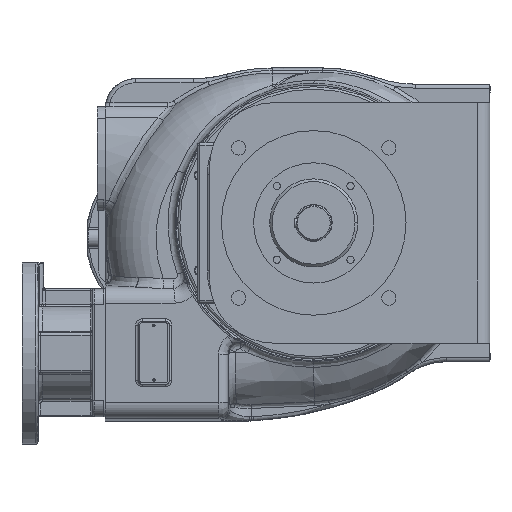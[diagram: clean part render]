
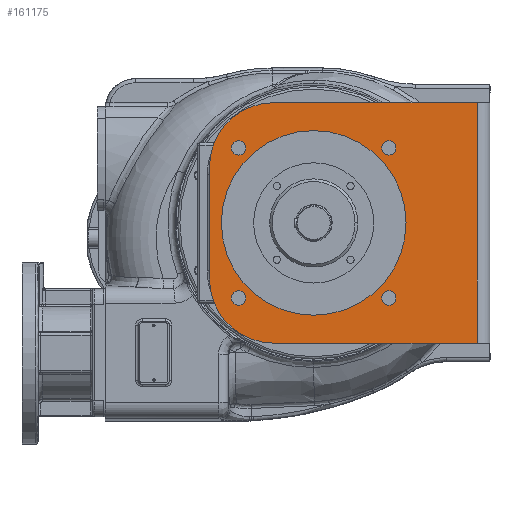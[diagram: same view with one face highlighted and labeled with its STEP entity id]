
A CAD part, left-side view. The second image highlights one B-rep face of the part: STEP entity #161175.
In plain terms, the highlighted planar face has unit normal (-1, 0, 0).
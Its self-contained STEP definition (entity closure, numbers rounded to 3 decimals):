
#60708=DIRECTION('',(0.,0.,1.));
#60709=VECTOR('',#60708,300.);
#60710=CARTESIAN_POINT('',(-467.5,16.,-150.));
#60711=LINE('',#60710,#60709);
#60887=CARTESIAN_POINT('',(-467.5,270.,-70.));
#60888=DIRECTION('',(1.,0.,0.));
#60889=DIRECTION('',(0.,0.,-1.));
#60890=AXIS2_PLACEMENT_3D('',#60887,#60888,#60889);
#60892=DIRECTION('',(0.,0.,1.));
#60893=VECTOR('',#60892,140.);
#60894=CARTESIAN_POINT('',(-467.5,350.,-70.));
#60895=LINE('',#60894,#60893);
#60896=CARTESIAN_POINT('',(-467.5,270.,70.));
#60897=DIRECTION('',(1.,0.,0.));
#60898=DIRECTION('',(0.,1.,0.));
#60899=AXIS2_PLACEMENT_3D('',#60896,#60897,#60898);
#60901=DIRECTION('',(0.,-1.,0.));
#60902=VECTOR('',#60901,254.);
#60903=CARTESIAN_POINT('',(-467.5,270.,150.));
#60904=LINE('',#60903,#60902);
#60905=DIRECTION('',(0.,1.,0.));
#60906=VECTOR('',#60905,254.);
#60907=CARTESIAN_POINT('',(-467.5,16.,-150.));
#60908=LINE('',#60907,#60906);
#60909=CARTESIAN_POINT('',(-467.5,220.,0.));
#60910=DIRECTION('',(-1.,0.,0.));
#60911=DIRECTION('',(0.,-1.,0.));
#60912=AXIS2_PLACEMENT_3D('',#60909,#60910,#60911);
#60914=CARTESIAN_POINT('',(-467.5,220.,0.));
#60915=DIRECTION('',(-1.,0.,0.));
#60916=DIRECTION('',(0.,1.,0.));
#60917=AXIS2_PLACEMENT_3D('',#60914,#60915,#60916);
#60919=CARTESIAN_POINT('',(-467.5,313.692,-93.692));
#60920=DIRECTION('',(-1.,0.,0.));
#60921=DIRECTION('',(0.,-1.,0.));
#60922=AXIS2_PLACEMENT_3D('',#60919,#60920,#60921);
#60924=CARTESIAN_POINT('',(-467.5,313.692,-93.692));
#60925=DIRECTION('',(-1.,0.,0.));
#60926=DIRECTION('',(0.,1.,0.));
#60927=AXIS2_PLACEMENT_3D('',#60924,#60925,#60926);
#60929=CARTESIAN_POINT('',(-467.5,126.308,-93.692));
#60930=DIRECTION('',(-1.,0.,0.));
#60931=DIRECTION('',(0.,0.,1.));
#60932=AXIS2_PLACEMENT_3D('',#60929,#60930,#60931);
#60934=CARTESIAN_POINT('',(-467.5,126.308,-93.692));
#60935=DIRECTION('',(-1.,0.,0.));
#60936=DIRECTION('',(0.,0.,-1.));
#60937=AXIS2_PLACEMENT_3D('',#60934,#60935,#60936);
#60939=CARTESIAN_POINT('',(-467.5,126.308,93.692));
#60940=DIRECTION('',(-1.,0.,0.));
#60941=DIRECTION('',(0.,1.,0.));
#60942=AXIS2_PLACEMENT_3D('',#60939,#60940,#60941);
#60944=CARTESIAN_POINT('',(-467.5,126.308,93.692));
#60945=DIRECTION('',(-1.,0.,0.));
#60946=DIRECTION('',(0.,-1.,0.));
#60947=AXIS2_PLACEMENT_3D('',#60944,#60945,#60946);
#60949=CARTESIAN_POINT('',(-467.5,313.692,93.692));
#60950=DIRECTION('',(-1.,0.,0.));
#60951=DIRECTION('',(0.,0.,-1.));
#60952=AXIS2_PLACEMENT_3D('',#60949,#60950,#60951);
#60954=CARTESIAN_POINT('',(-467.5,313.692,93.692));
#60955=DIRECTION('',(-1.,0.,0.));
#60956=DIRECTION('',(0.,0.,1.));
#60957=AXIS2_PLACEMENT_3D('',#60954,#60955,#60956);
#69404=CARTESIAN_POINT('',(-467.5,270.,-150.));
#69406=VERTEX_POINT('',#69404);
#69407=CARTESIAN_POINT('',(-467.5,104.8,0.));
#69408=CARTESIAN_POINT('',(-467.5,335.2,0.));
#69409=VERTEX_POINT('',#69407);
#69410=VERTEX_POINT('',#69408);
#69415=CARTESIAN_POINT('',(-467.5,16.,-150.));
#69416=VERTEX_POINT('',#69415);
#69417=CARTESIAN_POINT('',(-467.5,16.,150.));
#69418=VERTEX_POINT('',#69417);
#69419=CARTESIAN_POINT('',(-467.5,270.,150.));
#69420=VERTEX_POINT('',#69419);
#69467=CARTESIAN_POINT('',(-467.5,350.,-70.));
#69468=VERTEX_POINT('',#69467);
#69469=CARTESIAN_POINT('',(-467.5,350.,70.));
#69470=VERTEX_POINT('',#69469);
#69471=CARTESIAN_POINT('',(-467.5,304.692,-93.692));
#69472=CARTESIAN_POINT('',(-467.5,322.692,-93.692));
#69473=VERTEX_POINT('',#69471);
#69474=VERTEX_POINT('',#69472);
#69475=CARTESIAN_POINT('',(-467.5,126.308,-84.692));
#69476=CARTESIAN_POINT('',(-467.5,126.308,-102.692));
#69477=VERTEX_POINT('',#69475);
#69478=VERTEX_POINT('',#69476);
#69479=CARTESIAN_POINT('',(-467.5,135.308,93.692));
#69480=CARTESIAN_POINT('',(-467.5,117.308,93.692));
#69481=VERTEX_POINT('',#69479);
#69482=VERTEX_POINT('',#69480);
#69483=CARTESIAN_POINT('',(-467.5,313.692,84.692));
#69484=CARTESIAN_POINT('',(-467.5,313.692,102.692));
#69485=VERTEX_POINT('',#69483);
#69486=VERTEX_POINT('',#69484);
#161132=CARTESIAN_POINT('',(-467.5,220.,0.));
#161133=DIRECTION('',(1.,0.,0.));
#161134=DIRECTION('',(0.,0.,-1.));
#161135=AXIS2_PLACEMENT_3D('',#161132,#161133,#161134);
#161136=PLANE('',#161135);
#161137=ORIENTED_EDGE('',*,*,#161126,.T.);
#161138=ORIENTED_EDGE('',*,*,#160866,.T.);
#161139=ORIENTED_EDGE('',*,*,#160885,.T.);
#161140=ORIENTED_EDGE('',*,*,#160899,.T.);
#161141=ORIENTED_EDGE('',*,*,#160929,.F.);
#161142=ORIENTED_EDGE('',*,*,#161113,.T.);
#161143=EDGE_LOOP('',(#161137,#161138,#161139,#161140,#161141,#161142));
#161144=FACE_OUTER_BOUND('',#161143,.F.);
#161146=ORIENTED_EDGE('',*,*,#161145,.T.);
#161148=ORIENTED_EDGE('',*,*,#161147,.T.);
#161149=EDGE_LOOP('',(#161146,#161148));
#161150=FACE_BOUND('',#161149,.F.);
#161152=ORIENTED_EDGE('',*,*,#161151,.T.);
#161154=ORIENTED_EDGE('',*,*,#161153,.T.);
#161155=EDGE_LOOP('',(#161152,#161154));
#161156=FACE_BOUND('',#161155,.F.);
#161158=ORIENTED_EDGE('',*,*,#161157,.T.);
#161160=ORIENTED_EDGE('',*,*,#161159,.T.);
#161161=EDGE_LOOP('',(#161158,#161160));
#161162=FACE_BOUND('',#161161,.F.);
#161164=ORIENTED_EDGE('',*,*,#161163,.T.);
#161166=ORIENTED_EDGE('',*,*,#161165,.T.);
#161167=EDGE_LOOP('',(#161164,#161166));
#161168=FACE_BOUND('',#161167,.F.);
#161170=ORIENTED_EDGE('',*,*,#161169,.T.);
#161172=ORIENTED_EDGE('',*,*,#161171,.T.);
#161173=EDGE_LOOP('',(#161170,#161172));
#161174=FACE_BOUND('',#161173,.F.);
#161175=ADVANCED_FACE('',(#161144,#161150,#161156,#161162,#161168,#161174),
#161136,.F.);
#60891=CIRCLE('',#60890,80.);
#60900=CIRCLE('',#60899,80.);
#60913=CIRCLE('',#60912,115.2);
#60918=CIRCLE('',#60917,115.2);
#60923=CIRCLE('',#60922,9.);
#60928=CIRCLE('',#60927,9.);
#60933=CIRCLE('',#60932,9.);
#60938=CIRCLE('',#60937,9.);
#60943=CIRCLE('',#60942,9.);
#60948=CIRCLE('',#60947,9.);
#60953=CIRCLE('',#60952,9.);
#60958=CIRCLE('',#60957,9.);
#160866=EDGE_CURVE('',#69468,#69470,#60895,.T.);
#160885=EDGE_CURVE('',#69470,#69420,#60900,.T.);
#160899=EDGE_CURVE('',#69420,#69418,#60904,.T.);
#160929=EDGE_CURVE('',#69416,#69418,#60711,.T.);
#161113=EDGE_CURVE('',#69416,#69406,#60908,.T.);
#161126=EDGE_CURVE('',#69406,#69468,#60891,.T.);
#161145=EDGE_CURVE('',#69409,#69410,#60913,.T.);
#161147=EDGE_CURVE('',#69410,#69409,#60918,.T.);
#161151=EDGE_CURVE('',#69473,#69474,#60923,.T.);
#161153=EDGE_CURVE('',#69474,#69473,#60928,.T.);
#161157=EDGE_CURVE('',#69477,#69478,#60933,.T.);
#161159=EDGE_CURVE('',#69478,#69477,#60938,.T.);
#161163=EDGE_CURVE('',#69481,#69482,#60943,.T.);
#161165=EDGE_CURVE('',#69482,#69481,#60948,.T.);
#161169=EDGE_CURVE('',#69485,#69486,#60953,.T.);
#161171=EDGE_CURVE('',#69486,#69485,#60958,.T.);
